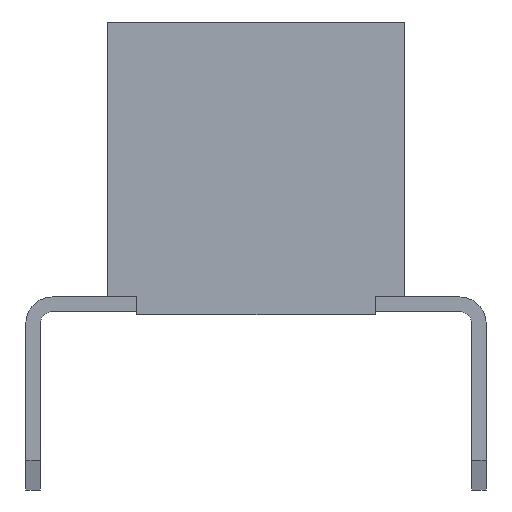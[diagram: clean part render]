
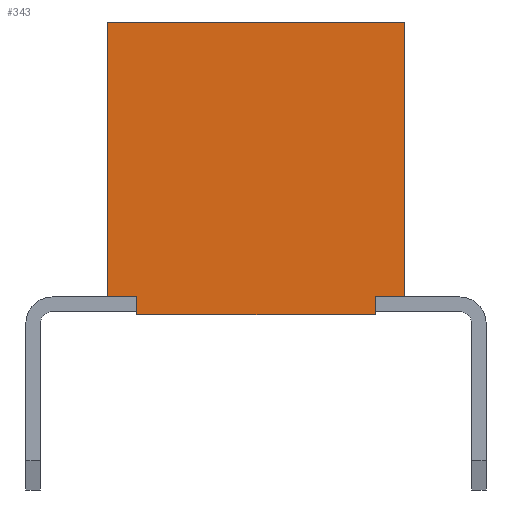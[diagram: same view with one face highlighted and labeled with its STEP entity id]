
A CAD part, left-side view. The second image highlights one B-rep face of the part: STEP entity #343.
In plain terms, the highlighted planar face has unit normal (-1, 0, 0).
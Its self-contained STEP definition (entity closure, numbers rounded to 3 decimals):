
#343=ADVANCED_FACE('',(#1592),#1008,.T.);
#1008=PLANE('',#13054);
#1592=FACE_OUTER_BOUND('',#2304,.T.);
#2304=EDGE_LOOP('',(#3510,#3511,#3512,#3513,#3514,#3515,#3516,#3517));
#3510=ORIENTED_EDGE('',*,*,#8339,.T.);
#3511=ORIENTED_EDGE('',*,*,#8337,.T.);
#3512=ORIENTED_EDGE('',*,*,#8356,.F.);
#3513=ORIENTED_EDGE('',*,*,#8085,.T.);
#3514=ORIENTED_EDGE('',*,*,#8357,.T.);
#3515=ORIENTED_EDGE('',*,*,#8358,.T.);
#3516=ORIENTED_EDGE('',*,*,#8359,.F.);
#3517=ORIENTED_EDGE('',*,*,#8081,.T.);
#6913=VERTEX_POINT('',#17755);
#6914=VERTEX_POINT('',#17757);
#6917=VERTEX_POINT('',#17763);
#6918=VERTEX_POINT('',#17765);
#7167=VERTEX_POINT('',#18264);
#7169=VERTEX_POINT('',#18268);
#7170=VERTEX_POINT('',#18292);
#7171=VERTEX_POINT('',#18294);
#8081=EDGE_CURVE('',#6914,#6913,#9929,.T.);
#8085=EDGE_CURVE('',#6918,#6917,#9933,.T.);
#8337=EDGE_CURVE('',#7167,#7169,#10185,.T.);
#8339=EDGE_CURVE('',#6913,#7167,#10187,.T.);
#8356=EDGE_CURVE('',#6918,#7169,#10204,.T.);
#8357=EDGE_CURVE('',#6917,#7170,#10205,.T.);
#8358=EDGE_CURVE('',#7170,#7171,#10206,.T.);
#8359=EDGE_CURVE('',#6914,#7171,#10207,.T.);
#9929=LINE('',#17756,#11615);
#9933=LINE('',#17764,#11619);
#10185=LINE('',#18269,#11871);
#10187=LINE('',#18272,#11873);
#10204=LINE('',#18290,#11890);
#10205=LINE('',#18291,#11891);
#10206=LINE('',#18293,#11892);
#10207=LINE('',#18295,#11893);
#11615=VECTOR('',#14163,1.);
#11619=VECTOR('',#14167,1.);
#11871=VECTOR('',#14421,1.);
#11873=VECTOR('',#14425,1.);
#11890=VECTOR('',#14444,1.);
#11891=VECTOR('',#14445,1.);
#11892=VECTOR('',#14446,1.);
#11893=VECTOR('',#14447,1.);
#13054=AXIS2_PLACEMENT_3D('',#18296,#14448,#14449);
#14163=DIRECTION('',(0.,-1.,0.));
#14167=DIRECTION('',(0.,-1.,0.));
#14421=DIRECTION('',(0.,1.,0.));
#14425=DIRECTION('',(0.,0.,1.));
#14444=DIRECTION('',(0.,0.,1.));
#14445=DIRECTION('',(0.,0.,-1.));
#14446=DIRECTION('',(0.,-1.,0.));
#14447=DIRECTION('',(0.,0.,-1.));
#14448=DIRECTION('',(-1.,0.,0.));
#14449=DIRECTION('',(0.,0.,1.));
#17755=CARTESIAN_POINT('',(0.,0.,0.));
#17756=CARTESIAN_POINT('',(0.,2.54,0.));
#17757=CARTESIAN_POINT('',(0.,0.5,0.));
#17763=CARTESIAN_POINT('',(0.,4.58,0.));
#17764=CARTESIAN_POINT('',(0.,2.54,0.));
#17765=CARTESIAN_POINT('',(0.,5.08,0.));
#18264=CARTESIAN_POINT('',(0.,0.,4.7));
#18268=CARTESIAN_POINT('',(0.,5.08,4.7));
#18269=CARTESIAN_POINT('',(0.,2.54,4.7));
#18272=CARTESIAN_POINT('',(0.,0.,0.));
#18290=CARTESIAN_POINT('',(0.,5.08,0.));
#18291=CARTESIAN_POINT('',(0.,4.58,-0.3));
#18292=CARTESIAN_POINT('',(0.,4.58,-0.3));
#18293=CARTESIAN_POINT('',(0.,4.58,-0.3));
#18294=CARTESIAN_POINT('',(0.,0.5,-0.3));
#18295=CARTESIAN_POINT('',(0.,0.5,-0.3));
#18296=CARTESIAN_POINT('',(0.,2.54,0.));
